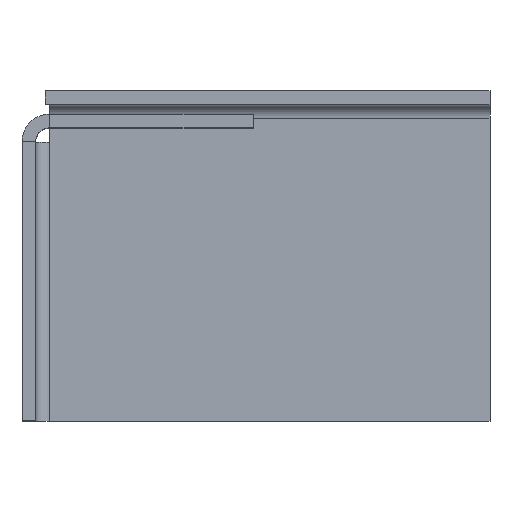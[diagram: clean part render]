
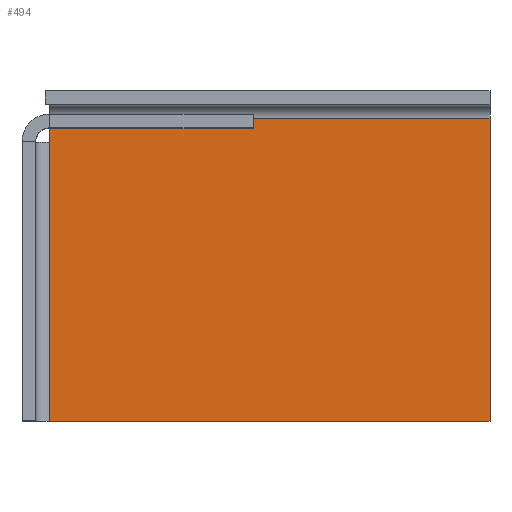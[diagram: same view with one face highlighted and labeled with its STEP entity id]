
A CAD part, top view. The second image highlights one B-rep face of the part: STEP entity #494.
In plain terms, the highlighted planar face has unit normal (0, 0, 1).
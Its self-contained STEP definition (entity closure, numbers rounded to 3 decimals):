
#38=PLANE('',#552);
#70=FACE_OUTER_BOUND('',#102,.T.);
#102=EDGE_LOOP('',(#445,#446,#447,#448,#449));
#134=LINE('',#746,#188);
#138=LINE('',#756,#192);
#158=LINE('',#805,#212);
#166=LINE('',#825,#220);
#169=LINE('',#830,#223);
#188=VECTOR('',#602,10.);
#192=VECTOR('',#612,10.);
#212=VECTOR('',#664,10.);
#220=VECTOR('',#688,10.);
#223=VECTOR('',#693,10.);
#238=VERTEX_POINT('',#743);
#239=VERTEX_POINT('',#745);
#242=VERTEX_POINT('',#754);
#252=VERTEX_POINT('',#784);
#259=VERTEX_POINT('',#824);
#282=EDGE_CURVE('',#239,#238,#134,.T.);
#288=EDGE_CURVE('',#238,#242,#138,.T.);
#313=EDGE_CURVE('',#252,#239,#158,.T.);
#322=EDGE_CURVE('',#259,#252,#166,.T.);
#325=EDGE_CURVE('',#242,#259,#169,.T.);
#445=ORIENTED_EDGE('',*,*,#313,.T.);
#446=ORIENTED_EDGE('',*,*,#282,.T.);
#447=ORIENTED_EDGE('',*,*,#288,.T.);
#448=ORIENTED_EDGE('',*,*,#325,.T.);
#449=ORIENTED_EDGE('',*,*,#322,.T.);
#494=ADVANCED_FACE('',(#70),#38,.T.);
#552=AXIS2_PLACEMENT_3D('',#829,#691,#692);
#602=DIRECTION('',(0.,-1.,0.));
#612=DIRECTION('',(0.,-1.,0.));
#664=DIRECTION('',(-1.,0.,0.));
#688=DIRECTION('',(0.,1.,0.));
#691=DIRECTION('center_axis',(0.,0.,1.));
#692=DIRECTION('ref_axis',(1.,0.,0.));
#693=DIRECTION('',(1.,0.,0.));
#743=CARTESIAN_POINT('',(5.,50.732,2.5));
#745=CARTESIAN_POINT('',(5.,55.,2.5));
#746=CARTESIAN_POINT('',(5.,42.5,2.5));
#754=CARTESIAN_POINT('',(5.,0.,2.5));
#756=CARTESIAN_POINT('',(5.,42.5,2.5));
#784=CARTESIAN_POINT('',(85.,55.,2.5));
#805=CARTESIAN_POINT('',(63.75,55.,2.5));
#824=CARTESIAN_POINT('',(85.,0.,2.5));
#825=CARTESIAN_POINT('',(85.,0.,2.5));
#829=CARTESIAN_POINT('Origin',(42.5,30.,2.5));
#830=CARTESIAN_POINT('',(0.,0.,2.5));
